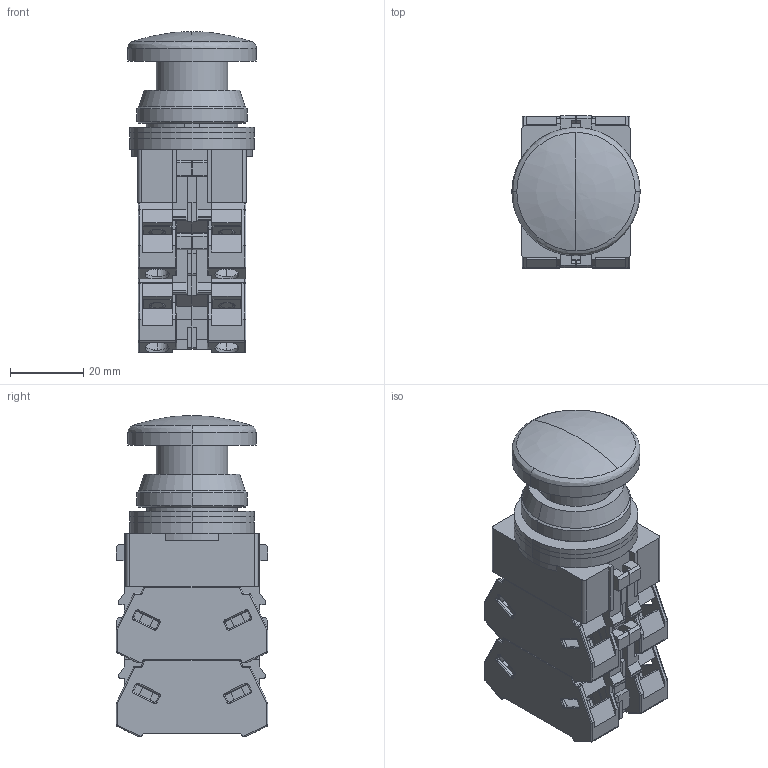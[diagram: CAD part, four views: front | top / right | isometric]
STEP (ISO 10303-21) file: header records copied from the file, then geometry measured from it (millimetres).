
FILE_DESCRIPTION (( 'STEP AP203' ), '1' );
FILE_NAME ('105_ABS3xxN$.STEP', '2020-11-20T06:54:54', ( '' ), ( '' ), 'SwSTEP 2.0', 'SolidWorks 2019', '' );
FILE_SCHEMA (( 'CONFIG_CONTROL_DESIGN' ));
Length unit declared in the file: millimetre
Products named in the file (7): ABS_BODY_蹬怮椔; ABS3BN_蹬怮椔; OW-22_蹬怮椔; OW-21_蹬怮椔; OG-22_蹬怮椔; HW-Uxx(R)_蹬怮椔; 105_ABS3xxN$
Assembly tree (10 placements, depth 2):
  105_ABS3xxN$
    ABS_BODY_蹬怮椔
    ABS3BN_蹬怮椔
    OW-22_蹬怮椔
    OW-21_蹬怮椔  x2
    OG-22_蹬怮椔
    HW-Uxx(R)_蹬怮椔  x4
Bounding box: 35 x 41.4 x 87.4 mm (x, y, z)
Volume: 73424.4 mm3; surface area: 32693 mm2
Topology: 10 solids, 10 shells, 1163 faces, 3176 edges, 2033 vertices
Faces by surface type: plane 688, cylinder 305, bspline 148, cone 22
Entity records: 12491 total; most frequent: CARTESIAN_POINT 2917, ORIENTED_EDGE 1886, DIRECTION 1755, EDGE_CURVE 943, LINE 667, VECTOR 667, VERTEX_POINT 609, AXIS2_PLACEMENT_3D 544
